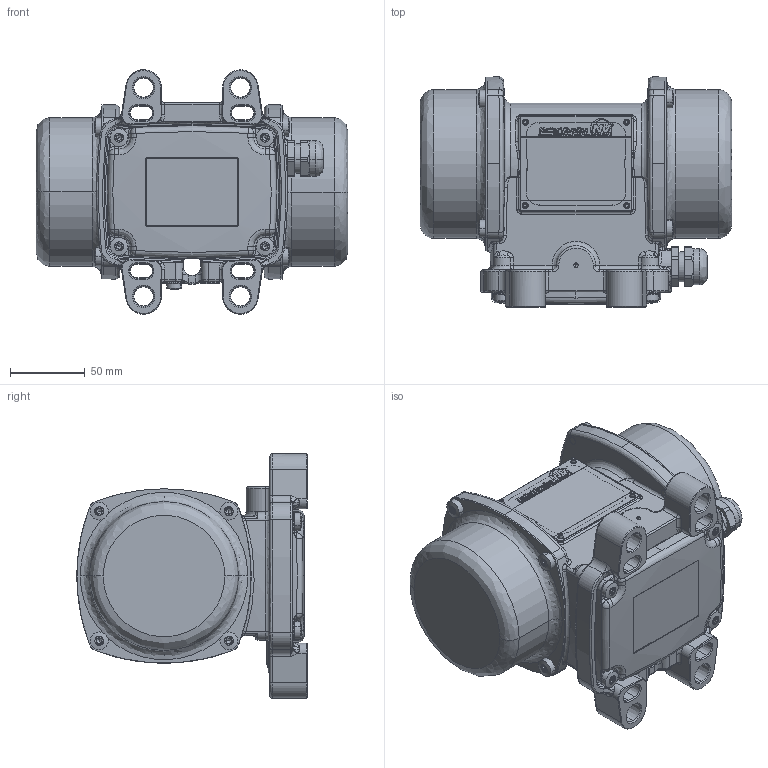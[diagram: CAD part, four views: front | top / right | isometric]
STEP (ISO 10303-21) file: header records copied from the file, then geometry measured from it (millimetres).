
FILE_DESCRIPTION (( 'STEP AP214' ), '1' );
FILE_NAME ('NEA-NEG 2530-50-60Hz.STEP', '2022-04-28T12:17:55', ( '' ), ( '' ), 'SwSTEP 2.0', 'SolidWorks 2015', '' );
FILE_SCHEMA (( 'AUTOMOTIVE_DESIGN' ));
Length unit declared in the file: millimetre
Products named in the file (1): NEA-NEG 2530-50-60Hz
Bounding box: 209 x 154.48 x 164 mm (x, y, z)
Volume: 782597.9 mm3; surface area: 349824 mm2
Topology: 22 solids, 22 shells, 3054 faces, 8107 edges, 5217 vertices
Faces by surface type: bspline 1252, cylinder 788, plane 776, cone 238
Entity records: 153231 total; most frequent: CARTESIAN_POINT 84861, ORIENTED_EDGE 16014, DIRECTION 11328, EDGE_CURVE 8007, VERTEX_POINT 5217, AXIS2_PLACEMENT_3D 4160, EDGE_LOOP 3358, ADVANCED_FACE 3054
